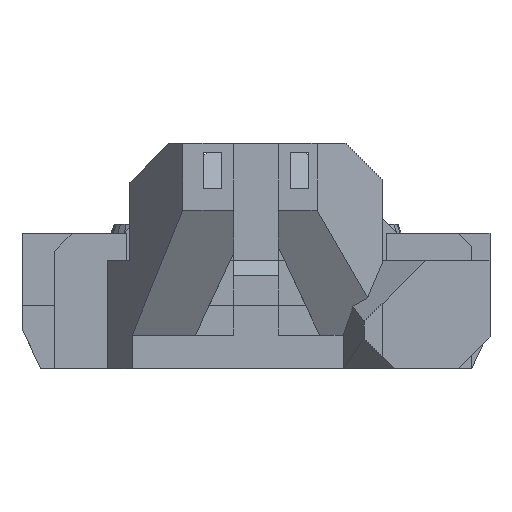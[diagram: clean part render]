
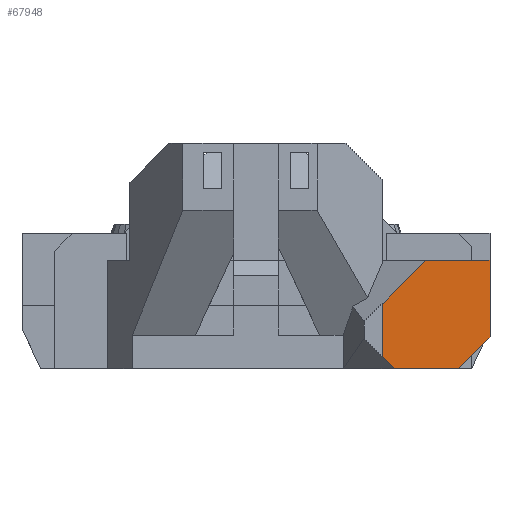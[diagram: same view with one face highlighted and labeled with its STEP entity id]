
A CAD part, front view. The second image highlights one B-rep face of the part: STEP entity #67948.
In plain terms, the highlighted planar face has unit normal (0, -1, 0).
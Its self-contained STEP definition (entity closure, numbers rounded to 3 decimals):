
#51343 = PLANE('',#51344);
#51344 = AXIS2_PLACEMENT_3D('',#51345,#51346,#51347);
#51345 = CARTESIAN_POINT('',(-9.3,-11.993,2.5));
#51346 = DIRECTION('',(0.5,0.707,0.5));
#51347 = DIRECTION('',(0.5,-0.707,0.5));
#62566 = VERTEX_POINT('',#62567);
#62567 = CARTESIAN_POINT('',(-2.5,-16.,1.366));
#62580 = PLANE('',#62581);
#62581 = AXIS2_PLACEMENT_3D('',#62582,#62583,#62584);
#62582 = CARTESIAN_POINT('',(-2.5,-16.,0.));
#62583 = DIRECTION('',(1.,0.,0.));
#62584 = DIRECTION('',(0.,0.,1.));
#62591 = EDGE_CURVE('',#62566,#62592,#62594,.T.);
#62592 = VERTEX_POINT('',#62593);
#62593 = CARTESIAN_POINT('',(-1.134,-16.,0.));
#62594 = SURFACE_CURVE('',#62595,(#62599,#62605),.PCURVE_S1.);
#62595 = LINE('',#62596,#62597);
#62596 = CARTESIAN_POINT('',(-4.142,-16.,3.008));
#62597 = VECTOR('',#62598,1.);
#62598 = DIRECTION('',(0.707,0.,-0.707));
#62599 = PCURVE('',#51343,#62600);
#62600 = DEFINITIONAL_REPRESENTATION('',(#62601),#62604);
#62601 = B_SPLINE_CURVE_WITH_KNOTS('',1,(#62602,#62603),.UNSPECIFIED.,
  .F.,.F.,(2,2),(0.625,5.951),
  .PIECEWISE_BEZIER_KNOTS.);
#62602 = CARTESIAN_POINT('',(5.666,3.913));
#62603 = CARTESIAN_POINT('',(5.666,9.239));
#62604 = ( GEOMETRIC_REPRESENTATION_CONTEXT(2) 
PARAMETRIC_REPRESENTATION_CONTEXT() REPRESENTATION_CONTEXT('2D SPACE',''
  ) );
#62605 = PCURVE('',#62606,#62611);
#62606 = PLANE('',#62607);
#62607 = AXIS2_PLACEMENT_3D('',#62608,#62609,#62610);
#62608 = CARTESIAN_POINT('',(-2.5,-16.,0.));
#62609 = DIRECTION('',(0.,1.,0.));
#62610 = DIRECTION('',(0.,0.,1.));
#62611 = DEFINITIONAL_REPRESENTATION('',(#62612),#62615);
#62612 = B_SPLINE_CURVE_WITH_KNOTS('',1,(#62613,#62614),.UNSPECIFIED.,
  .F.,.F.,(2,2),(0.625,5.951),
  .PIECEWISE_BEZIER_KNOTS.);
#62613 = CARTESIAN_POINT('',(2.566,-1.2));
#62614 = CARTESIAN_POINT('',(-1.2,2.566));
#62615 = ( GEOMETRIC_REPRESENTATION_CONTEXT(2) 
PARAMETRIC_REPRESENTATION_CONTEXT() REPRESENTATION_CONTEXT('2D SPACE',''
  ) );
#62632 = PLANE('',#62633);
#62633 = AXIS2_PLACEMENT_3D('',#62634,#62635,#62636);
#62634 = CARTESIAN_POINT('',(-2.5,-16.,0.));
#62635 = DIRECTION('',(0.,0.,1.));
#62636 = DIRECTION('',(1.,0.,0.));
#62724 = PLANE('',#62725);
#62725 = AXIS2_PLACEMENT_3D('',#62726,#62727,#62728);
#62726 = CARTESIAN_POINT('',(-4.,-20.,0.));
#62727 = DIRECTION('',(-0.5,-0.707,0.5));
#62728 = DIRECTION('',(0.707,0.,
    0.707));
#67876 = EDGE_CURVE('',#62592,#67877,#67879,.T.);
#67877 = VERTEX_POINT('',#67878);
#67878 = CARTESIAN_POINT('',(6.,-16.,0.));
#67879 = SURFACE_CURVE('',#67880,(#67884,#67891),.PCURVE_S1.);
#67880 = LINE('',#67881,#67882);
#67881 = CARTESIAN_POINT('',(-2.5,-16.,0.));
#67882 = VECTOR('',#67883,1.);
#67883 = DIRECTION('',(1.,0.,0.));
#67884 = PCURVE('',#62632,#67885);
#67885 = DEFINITIONAL_REPRESENTATION('',(#67886),#67890);
#67886 = LINE('',#67887,#67888);
#67887 = CARTESIAN_POINT('',(0.,0.));
#67888 = VECTOR('',#67889,1.);
#67889 = DIRECTION('',(1.,0.));
#67890 = ( GEOMETRIC_REPRESENTATION_CONTEXT(2) 
PARAMETRIC_REPRESENTATION_CONTEXT() REPRESENTATION_CONTEXT('2D SPACE',''
  ) );
#67891 = PCURVE('',#62606,#67892);
#67892 = DEFINITIONAL_REPRESENTATION('',(#67893),#67897);
#67893 = LINE('',#67894,#67895);
#67894 = CARTESIAN_POINT('',(0.,0.));
#67895 = VECTOR('',#67896,1.);
#67896 = DIRECTION('',(0.,1.));
#67897 = ( GEOMETRIC_REPRESENTATION_CONTEXT(2) 
PARAMETRIC_REPRESENTATION_CONTEXT() REPRESENTATION_CONTEXT('2D SPACE',''
  ) );
#67914 = PLANE('',#67915);
#67915 = AXIS2_PLACEMENT_3D('',#67916,#67917,#67918);
#67916 = CARTESIAN_POINT('',(5.,-17.,-1.));
#67917 = DIRECTION('',(0.707,0.,-0.707));
#67918 = DIRECTION('',(0.707,0.,0.707));
#67948 = ADVANCED_FACE('',(#67949),#62606,.F.);
#67949 = FACE_BOUND('',#67950,.F.);
#67950 = EDGE_LOOP('',(#67951,#67952,#67953,#67976,#67997,#68025,#68053)
  );
#67951 = ORIENTED_EDGE('',*,*,#67876,.F.);
#67952 = ORIENTED_EDGE('',*,*,#62591,.F.);
#67953 = ORIENTED_EDGE('',*,*,#67954,.T.);
#67954 = EDGE_CURVE('',#62566,#67955,#67957,.T.);
#67955 = VERTEX_POINT('',#67956);
#67956 = CARTESIAN_POINT('',(-2.5,-16.,7.157));
#67957 = SURFACE_CURVE('',#67958,(#67962,#67969),.PCURVE_S1.);
#67958 = LINE('',#67959,#67960);
#67959 = CARTESIAN_POINT('',(-2.5,-16.,0.));
#67960 = VECTOR('',#67961,1.);
#67961 = DIRECTION('',(0.,0.,1.));
#67962 = PCURVE('',#62606,#67963);
#67963 = DEFINITIONAL_REPRESENTATION('',(#67964),#67968);
#67964 = LINE('',#67965,#67966);
#67965 = CARTESIAN_POINT('',(0.,0.));
#67966 = VECTOR('',#67967,1.);
#67967 = DIRECTION('',(1.,0.));
#67968 = ( GEOMETRIC_REPRESENTATION_CONTEXT(2) 
PARAMETRIC_REPRESENTATION_CONTEXT() REPRESENTATION_CONTEXT('2D SPACE',''
  ) );
#67969 = PCURVE('',#62580,#67970);
#67970 = DEFINITIONAL_REPRESENTATION('',(#67971),#67975);
#67971 = LINE('',#67972,#67973);
#67972 = CARTESIAN_POINT('',(0.,0.));
#67973 = VECTOR('',#67974,1.);
#67974 = DIRECTION('',(1.,0.));
#67975 = ( GEOMETRIC_REPRESENTATION_CONTEXT(2) 
PARAMETRIC_REPRESENTATION_CONTEXT() REPRESENTATION_CONTEXT('2D SPACE',''
  ) );
#67976 = ORIENTED_EDGE('',*,*,#67977,.T.);
#67977 = EDGE_CURVE('',#67955,#67978,#67980,.T.);
#67978 = VERTEX_POINT('',#67979);
#67979 = CARTESIAN_POINT('',(2.343,-16.,12.));
#67980 = SURFACE_CURVE('',#67981,(#67985,#67991),.PCURVE_S1.);
#67981 = LINE('',#67982,#67983);
#67982 = CARTESIAN_POINT('',(-6.453,-16.,3.203));
#67983 = VECTOR('',#67984,1.);
#67984 = DIRECTION('',(0.707,0.,0.707));
#67985 = PCURVE('',#62606,#67986);
#67986 = DEFINITIONAL_REPRESENTATION('',(#67987),#67990);
#67987 = B_SPLINE_CURVE_WITH_KNOTS('',1,(#67988,#67989),.UNSPECIFIED.,
  .F.,.F.,(2,2),(3.894,14.137),
  .PIECEWISE_BEZIER_KNOTS.);
#67988 = CARTESIAN_POINT('',(5.957,-1.2));
#67989 = CARTESIAN_POINT('',(13.2,6.043));
#67990 = ( GEOMETRIC_REPRESENTATION_CONTEXT(2) 
PARAMETRIC_REPRESENTATION_CONTEXT() REPRESENTATION_CONTEXT('2D SPACE',''
  ) );
#67991 = PCURVE('',#62724,#67992);
#67992 = DEFINITIONAL_REPRESENTATION('',(#67993),#67996);
#67993 = B_SPLINE_CURVE_WITH_KNOTS('',1,(#67994,#67995),.UNSPECIFIED.,
  .F.,.F.,(2,2),(3.894,14.137),
  .PIECEWISE_BEZIER_KNOTS.);
#67994 = CARTESIAN_POINT('',(4.424,5.657));
#67995 = CARTESIAN_POINT('',(14.668,5.657));
#67996 = ( GEOMETRIC_REPRESENTATION_CONTEXT(2) 
PARAMETRIC_REPRESENTATION_CONTEXT() REPRESENTATION_CONTEXT('2D SPACE',''
  ) );
#67997 = ORIENTED_EDGE('',*,*,#67998,.T.);
#67998 = EDGE_CURVE('',#67978,#67999,#68001,.T.);
#67999 = VERTEX_POINT('',#68000);
#68000 = CARTESIAN_POINT('',(9.5,-16.,12.));
#68001 = SURFACE_CURVE('',#68002,(#68006,#68013),.PCURVE_S1.);
#68002 = LINE('',#68003,#68004);
#68003 = CARTESIAN_POINT('',(-2.5,-16.,12.));
#68004 = VECTOR('',#68005,1.);
#68005 = DIRECTION('',(1.,0.,0.));
#68006 = PCURVE('',#62606,#68007);
#68007 = DEFINITIONAL_REPRESENTATION('',(#68008),#68012);
#68008 = LINE('',#68009,#68010);
#68009 = CARTESIAN_POINT('',(12.,0.));
#68010 = VECTOR('',#68011,1.);
#68011 = DIRECTION('',(0.,1.));
#68012 = ( GEOMETRIC_REPRESENTATION_CONTEXT(2) 
PARAMETRIC_REPRESENTATION_CONTEXT() REPRESENTATION_CONTEXT('2D SPACE',''
  ) );
#68013 = PCURVE('',#68014,#68019);
#68014 = PLANE('',#68015);
#68015 = AXIS2_PLACEMENT_3D('',#68016,#68017,#68018);
#68016 = CARTESIAN_POINT('',(-2.5,-16.,12.));
#68017 = DIRECTION('',(0.,0.,1.));
#68018 = DIRECTION('',(1.,0.,0.));
#68019 = DEFINITIONAL_REPRESENTATION('',(#68020),#68024);
#68020 = LINE('',#68021,#68022);
#68021 = CARTESIAN_POINT('',(0.,0.));
#68022 = VECTOR('',#68023,1.);
#68023 = DIRECTION('',(1.,0.));
#68024 = ( GEOMETRIC_REPRESENTATION_CONTEXT(2) 
PARAMETRIC_REPRESENTATION_CONTEXT() REPRESENTATION_CONTEXT('2D SPACE',''
  ) );
#68025 = ORIENTED_EDGE('',*,*,#68026,.F.);
#68026 = EDGE_CURVE('',#68027,#67999,#68029,.T.);
#68027 = VERTEX_POINT('',#68028);
#68028 = CARTESIAN_POINT('',(9.5,-16.,3.5));
#68029 = SURFACE_CURVE('',#68030,(#68034,#68041),.PCURVE_S1.);
#68030 = LINE('',#68031,#68032);
#68031 = CARTESIAN_POINT('',(9.5,-16.,0.));
#68032 = VECTOR('',#68033,1.);
#68033 = DIRECTION('',(0.,0.,1.));
#68034 = PCURVE('',#62606,#68035);
#68035 = DEFINITIONAL_REPRESENTATION('',(#68036),#68040);
#68036 = LINE('',#68037,#68038);
#68037 = CARTESIAN_POINT('',(0.,12.));
#68038 = VECTOR('',#68039,1.);
#68039 = DIRECTION('',(1.,0.));
#68040 = ( GEOMETRIC_REPRESENTATION_CONTEXT(2) 
PARAMETRIC_REPRESENTATION_CONTEXT() REPRESENTATION_CONTEXT('2D SPACE',''
  ) );
#68041 = PCURVE('',#68042,#68047);
#68042 = PLANE('',#68043);
#68043 = AXIS2_PLACEMENT_3D('',#68044,#68045,#68046);
#68044 = CARTESIAN_POINT('',(9.5,-16.,0.));
#68045 = DIRECTION('',(1.,0.,0.));
#68046 = DIRECTION('',(0.,0.,1.));
#68047 = DEFINITIONAL_REPRESENTATION('',(#68048),#68052);
#68048 = LINE('',#68049,#68050);
#68049 = CARTESIAN_POINT('',(0.,0.));
#68050 = VECTOR('',#68051,1.);
#68051 = DIRECTION('',(1.,0.));
#68052 = ( GEOMETRIC_REPRESENTATION_CONTEXT(2) 
PARAMETRIC_REPRESENTATION_CONTEXT() REPRESENTATION_CONTEXT('2D SPACE',''
  ) );
#68053 = ORIENTED_EDGE('',*,*,#68054,.T.);
#68054 = EDGE_CURVE('',#68027,#67877,#68055,.T.);
#68055 = SURFACE_CURVE('',#68056,(#68060,#68066),.PCURVE_S1.);
#68056 = LINE('',#68057,#68058);
#68057 = CARTESIAN_POINT('',(3.375,-16.,-2.625));
#68058 = VECTOR('',#68059,1.);
#68059 = DIRECTION('',(-0.707,0.,-0.707));
#68060 = PCURVE('',#62606,#68061);
#68061 = DEFINITIONAL_REPRESENTATION('',(#68062),#68065);
#68062 = B_SPLINE_CURVE_WITH_KNOTS('',1,(#68063,#68064),.UNSPECIFIED.,
  .F.,.F.,(2,2),(-10.359,-2.015),
  .PIECEWISE_BEZIER_KNOTS.);
#68063 = CARTESIAN_POINT('',(4.7,13.2));
#68064 = CARTESIAN_POINT('',(-1.2,7.3));
#68065 = ( GEOMETRIC_REPRESENTATION_CONTEXT(2) 
PARAMETRIC_REPRESENTATION_CONTEXT() REPRESENTATION_CONTEXT('2D SPACE',''
  ) );
#68066 = PCURVE('',#67914,#68067);
#68067 = DEFINITIONAL_REPRESENTATION('',(#68068),#68071);
#68068 = B_SPLINE_CURVE_WITH_KNOTS('',1,(#68069,#68070),.UNSPECIFIED.,
  .F.,.F.,(2,2),(-10.359,-2.015),
  .PIECEWISE_BEZIER_KNOTS.);
#68069 = CARTESIAN_POINT('',(8.061,-1.));
#68070 = CARTESIAN_POINT('',(-0.283,-1.));
#68071 = ( GEOMETRIC_REPRESENTATION_CONTEXT(2) 
PARAMETRIC_REPRESENTATION_CONTEXT() REPRESENTATION_CONTEXT('2D SPACE',''
  ) );
